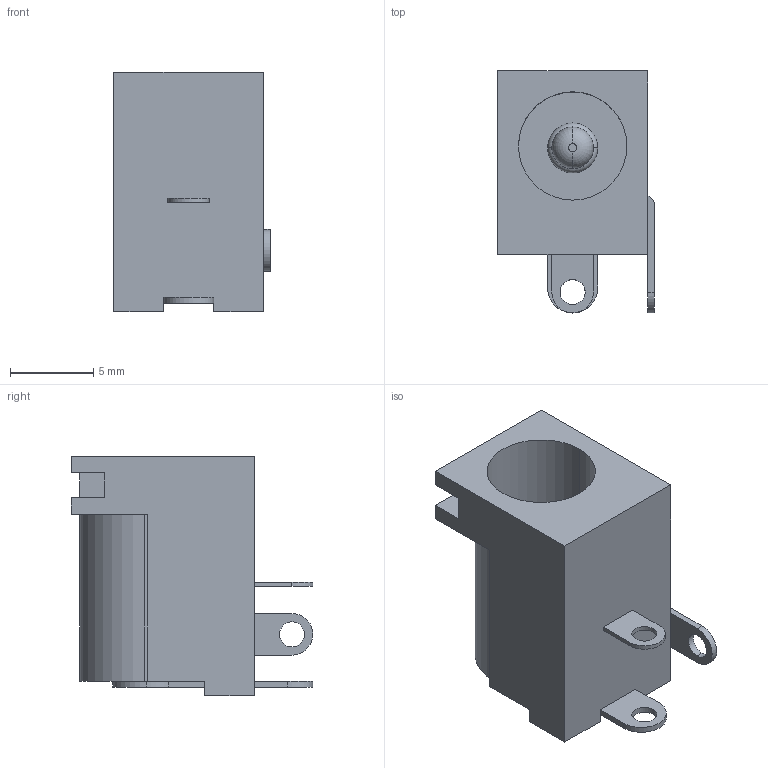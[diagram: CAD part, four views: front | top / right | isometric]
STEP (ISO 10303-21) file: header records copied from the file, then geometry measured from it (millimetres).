
FILE_DESCRIPTION (( 'STEP AP214' ), '1' );
FILE_NAME ('PJ-002BH.STEP', '2022-05-16T13:47:21', ( '' ), ( '' ), 'SwSTEP 2.0', 'SolidWorks 2018', '' );
FILE_SCHEMA (( 'AUTOMOTIVE_DESIGN' ));
Length unit declared in the file: millimetre
Products named in the file (1): PJ-002BH
Bounding box: 9.4 x 14.5 x 14.4 mm (x, y, z)
Volume: 845.6 mm3; surface area: 1215.3 mm2
Topology: 6 solids, 6 shells, 76 faces, 186 edges, 122 vertices
Faces by surface type: plane 40, cylinder 32, torus 4
Entity records: 3173 total; most frequent: DIRECTION 410, CARTESIAN_POINT 385, ORIENTED_EDGE 372, EDGE_CURVE 186, AXIS2_PLACEMENT_3D 147, VERTEX_POINT 122, VECTOR 116, LINE 116
